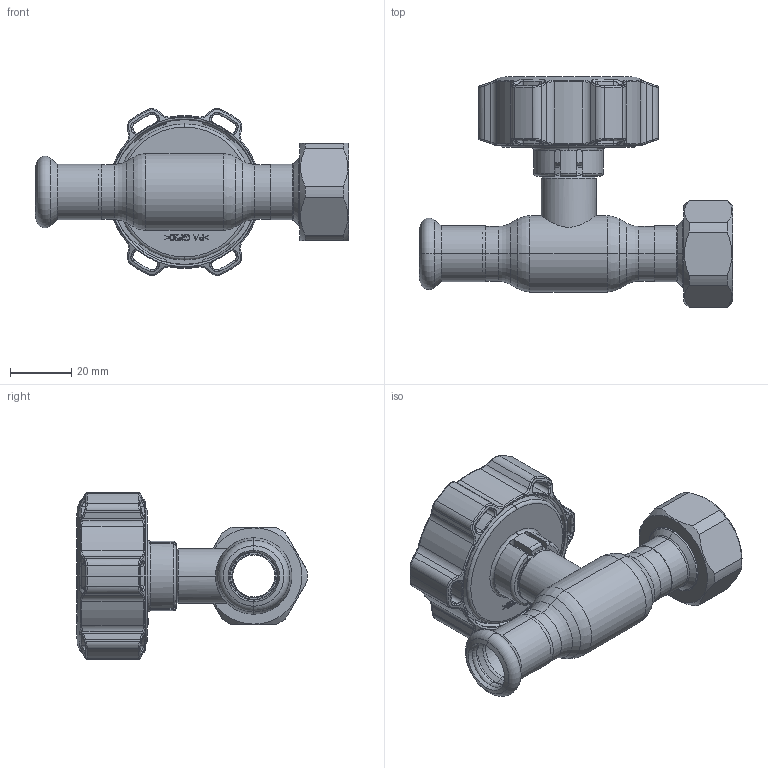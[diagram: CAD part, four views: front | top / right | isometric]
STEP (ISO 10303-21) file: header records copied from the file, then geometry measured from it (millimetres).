
FILE_DESCRIPTION (( 'STEP AP214' ), '1' );
FILE_NAME ('2010001410-0200.step', '2024-01-16T09:10:19', ( '' ), ( '' ), 'SwSTEP 2.0', 'SolidWorks 2021', '' );
FILE_SCHEMA (( 'AUTOMOTIVE_DESIGN' ));
Length unit declared in the file: millimetre
Products named in the file (1): 2010001410-0200
Bounding box: 102.5 x 75.39 x 54.57 mm (x, y, z)
Surface area: 28318.2 mm2 (no closed solid volume)
Topology: 0 solids, 13 shells, 569 faces, 1653 edges, 1067 vertices
Faces by surface type: bspline 185, cylinder 139, plane 98, torus 85, cone 62
Entity records: 35522 total; most frequent: CARTESIAN_POINT 16022, ORIENTED_EDGE 2937, DIRECTION 2320, EDGE_CURVE 1653, VERTEX_POINT 1067, AXIS2_PLACEMENT_3D 938, B_SPLINE_CURVE_WITH_KNOTS 626, EDGE_LOOP 605
